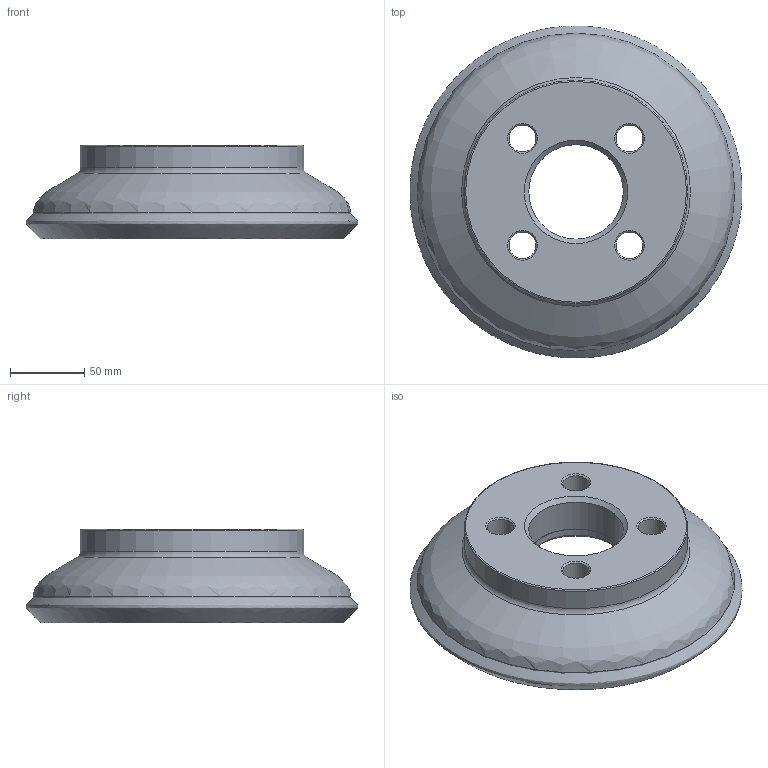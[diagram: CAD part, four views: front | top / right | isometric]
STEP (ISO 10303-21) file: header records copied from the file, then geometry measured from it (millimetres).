
FILE_DESCRIPTION(/* description */ (''),/* implementation_level */ '2;1');
FILE_NAME(/* name */ 'toolassembly_1.stp',/* time_stamp */ '2019-09-03T14:59:10+02:00',/* author */ (''),/* organization */ ('SMS'),/* preprocessor_version */ 'ST-DEVELOPER v16.7',/* originating_system */ 'SIEMENS PLM Software NX 12.0',/* authorisation */ '');
FILE_SCHEMA (('AUTOMOTIVE_DESIGN { 1 0 10303 214 3 1 1 1 }'));
Length unit declared in the file: millimetre
Products named in the file (4): CUT_20190903145833; NOCUT_20190903145818; ASSEMBLY_CONSTRUCTION; TOOLASSEMBLY_1
Assembly tree (3 placements, depth 2):
  TOOLASSEMBLY_1
    ASSEMBLY_CONSTRUCTION
    NOCUT_20190903145818
    CUT_20190903145833
Bounding box: 223.03 x 223.01 x 62.99 mm (x, y, z)
Volume: 1243907.3 mm3; surface area: 151520.4 mm2
Topology: 2 solids, 2 shells, 35 faces, 77 edges, 59 vertices
Faces by surface type: cone 12, cylinder 9, torus 7, plane 4, revolution 2, bspline 1
Full cylindrical faces by diameter (mm): 18 x4, 63.515 x1, 63.8 x1, 128.5 x1, 150 x1, 213.389 x1
Entity records: 10786 total; most frequent: CARTESIAN_POINT 9891, DIRECTION 176, AXIS2_PLACEMENT_3D 87, FACE_BOUND 77, EDGE_LOOP 76, ORIENTED_EDGE 76, VERTEX_POINT 39, EDGE_CURVE 38
